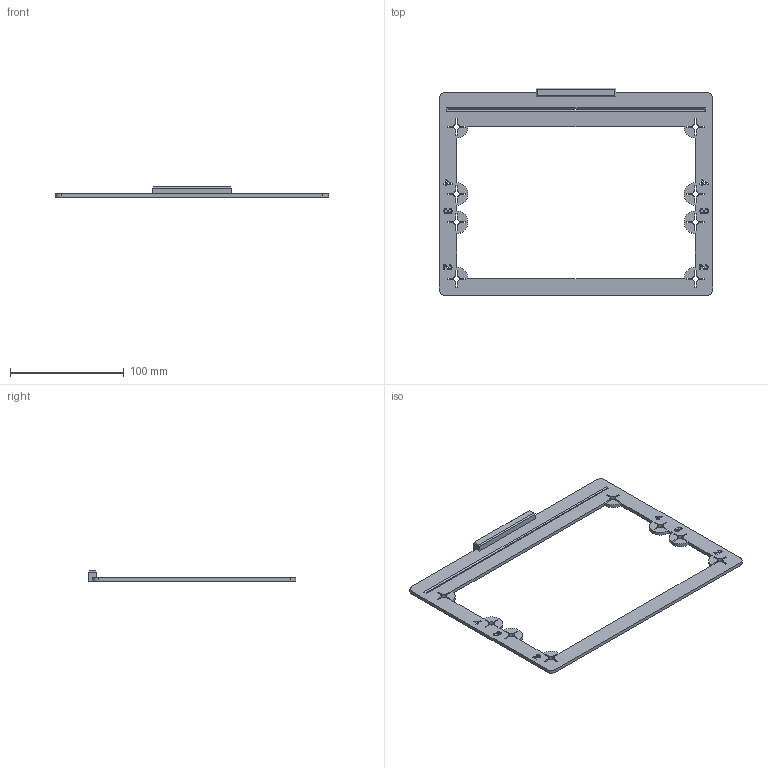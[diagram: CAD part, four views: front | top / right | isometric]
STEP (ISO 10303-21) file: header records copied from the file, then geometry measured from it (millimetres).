
FILE_DESCRIPTION(('Open CASCADE Model'),'2;1');
FILE_NAME('Open CASCADE Shape Model','2025-02-06T19:36:43',('Author'),( 'Open CASCADE'),'Open CASCADE STEP processor 7.7','Open CASCADE 7.7' ,'Unknown');
FILE_SCHEMA(('AUTOMOTIVE_DESIGN { 1 0 10303 214 1 1 1 1 }'));
Length unit declared in the file: millimetre
Products named in the file (1): COMPOUND
Bounding box: 240 x 182.25 x 9 mm (x, y, z)
Volume: 48939.8 mm3; surface area: 39261.2 mm2
Topology: 3 solids, 3 shells, 242 faces, 700 edges, 464 vertices
Faces by surface type: plane 182, cylinder 44, extrusion 16
Entity records: 17300 total; most frequent: CARTESIAN_POINT 3217, DIRECTION 2584, VECTOR 1866, LINE 1850, ORIENTED_EDGE 1400, PCURVE 1400, DEFINITIONAL_REPRESENTATION 1400, EDGE_CURVE 700
